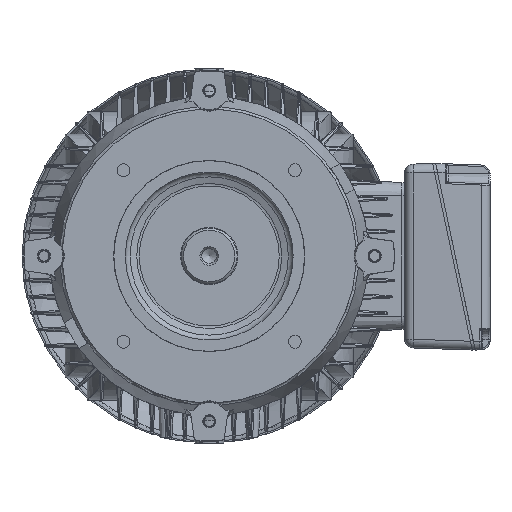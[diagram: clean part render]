
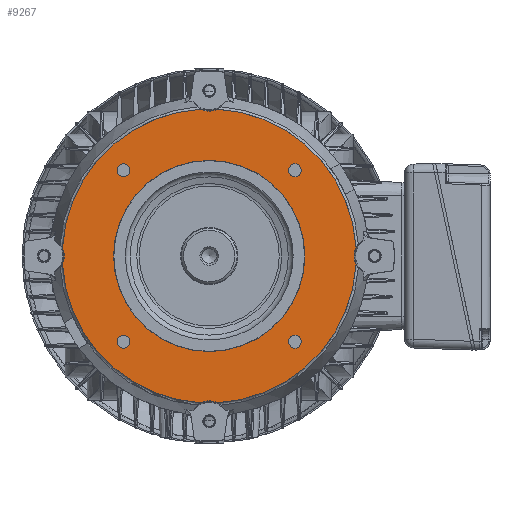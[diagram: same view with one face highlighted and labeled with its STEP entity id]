
A CAD part, left-side view. The second image highlights one B-rep face of the part: STEP entity #9267.
In plain terms, the highlighted planar face has unit normal (-1, 0, 0).
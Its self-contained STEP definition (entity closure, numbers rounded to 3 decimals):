
#9267 = ADVANCED_FACE( '', ( #20225, #20226, #20227, #20228, #20229, #20230 ), #20231, .T. );
#20225 = FACE_BOUND( '', #98342, .T. );
#20226 = FACE_BOUND( '', #98343, .T. );
#20227 = FACE_BOUND( '', #98344, .T. );
#20228 = FACE_BOUND( '', #98345, .T. );
#20229 = FACE_BOUND( '', #98346, .T. );
#20230 = FACE_OUTER_BOUND( '', #98347, .T. );
#20231 = PLANE( '', #98348 );
#98342 = EDGE_LOOP( '', ( #156497 ) );
#98343 = EDGE_LOOP( '', ( #156498 ) );
#98344 = EDGE_LOOP( '', ( #156499 ) );
#98345 = EDGE_LOOP( '', ( #156500 ) );
#98346 = EDGE_LOOP( '', ( #156501 ) );
#98347 = EDGE_LOOP( '', ( #156502, #156503, #156504, #156505, #156506, #156507, #156508, #156509 ) );
#98348 = AXIS2_PLACEMENT_3D( '', #156510, #156511, #156512 );
#156497 = ORIENTED_EDGE( '', *, *, #178234, .T. );
#156498 = ORIENTED_EDGE( '', *, *, #178978, .T. );
#156499 = ORIENTED_EDGE( '', *, *, #174679, .T. );
#156500 = ORIENTED_EDGE( '', *, *, #174492, .T. );
#156501 = ORIENTED_EDGE( '', *, *, #177539, .F. );
#156502 = ORIENTED_EDGE( '', *, *, #176703, .T. );
#156503 = ORIENTED_EDGE( '', *, *, #176974, .T. );
#156504 = ORIENTED_EDGE( '', *, *, #176955, .T. );
#156505 = ORIENTED_EDGE( '', *, *, #169428, .T. );
#156506 = ORIENTED_EDGE( '', *, *, #174125, .T. );
#156507 = ORIENTED_EDGE( '', *, *, #169200, .T. );
#156508 = ORIENTED_EDGE( '', *, *, #178979, .T. );
#156509 = ORIENTED_EDGE( '', *, *, #175385, .T. );
#156510 = CARTESIAN_POINT( '', ( -178.05, 65., 0. ) );
#156511 = DIRECTION( '', ( -1., 0., 0. ) );
#156512 = DIRECTION( '', ( 0., -1., 0. ) );
#169200 = EDGE_CURVE( '', #183864, #183861, #183865, .T. );
#169428 = EDGE_CURVE( '', #184265, #184262, #184266, .T. );
#174125 = EDGE_CURVE( '', #184262, #183864, #191823, .F. );
#174492 = EDGE_CURVE( '', #192355, #192355, #192356, .F. );
#174679 = EDGE_CURVE( '', #192626, #192626, #192627, .F. );
#175385 = EDGE_CURVE( '', #193642, #193639, #193643, .T. );
#176703 = EDGE_CURVE( '', #193639, #195453, #195454, .F. );
#176955 = EDGE_CURVE( '', #195799, #184265, #195800, .F. );
#176974 = EDGE_CURVE( '', #195453, #195799, #195825, .T. );
#177539 = EDGE_CURVE( '', #196567, #196567, #196568, .T. );
#178234 = EDGE_CURVE( '', #197462, #197462, #197463, .F. );
#178978 = EDGE_CURVE( '', #198369, #198369, #198370, .F. );
#178979 = EDGE_CURVE( '', #183861, #193642, #198371, .F. );
#183861 = VERTEX_POINT( '', #211107 );
#183864 = VERTEX_POINT( '', #211113 );
#183865 = CIRCLE( '', #211114, 100.05 );
#184262 = VERTEX_POINT( '', #213007 );
#184265 = VERTEX_POINT( '', #213013 );
#184266 = CIRCLE( '', #213014, 100.05 );
#191823 = CIRCLE( '', #247480, 13.948 );
#192355 = VERTEX_POINT( '', #250169 );
#192356 = CIRCLE( '', #250170, 4.341 );
#192626 = VERTEX_POINT( '', #251320 );
#192627 = CIRCLE( '', #251321, 4.341 );
#193639 = VERTEX_POINT( '', #255893 );
#193642 = VERTEX_POINT( '', #255899 );
#193643 = CIRCLE( '', #255900, 100.05 );
#195453 = VERTEX_POINT( '', #264136 );
#195454 = CIRCLE( '', #264137, 13.948 );
#195799 = VERTEX_POINT( '', #265804 );
#195800 = CIRCLE( '', #265805, 13.948 );
#195825 = CIRCLE( '', #265876, 100.05 );
#196567 = VERTEX_POINT( '', #270054 );
#196568 = CIRCLE( '', #270055, 65.05 );
#197462 = VERTEX_POINT( '', #274857 );
#197463 = CIRCLE( '', #274858, 4.341 );
#198369 = VERTEX_POINT( '', #279206 );
#198370 = CIRCLE( '', #279207, 4.341 );
#198371 = CIRCLE( '', #279208, 13.948 );
#211107 = CARTESIAN_POINT( '', ( -178.05, -99.874, -5.928 ) );
#211113 = CARTESIAN_POINT( '', ( -178.05, -5.928, -99.874 ) );
#211114 = AXIS2_PLACEMENT_3D( '', #291574, #291575, #291576 );
#213007 = CARTESIAN_POINT( '', ( -178.05, 5.928, -99.874 ) );
#213013 = CARTESIAN_POINT( '', ( -178.05, 99.874, -5.928 ) );
#213014 = AXIS2_PLACEMENT_3D( '', #291832, #291833, #291834 );
#247480 = AXIS2_PLACEMENT_3D( '', #297205, #297206, #297207 );
#250169 = CARTESIAN_POINT( '', ( -178.05, 53.995, -58.336 ) );
#250170 = AXIS2_PLACEMENT_3D( '', #297628, #297629, #297630 );
#251320 = CARTESIAN_POINT( '', ( -178.05, 53.995, 58.336 ) );
#251321 = AXIS2_PLACEMENT_3D( '', #297820, #297821, #297822 );
#255893 = CARTESIAN_POINT( '', ( -178.05, -5.928, 99.874 ) );
#255899 = CARTESIAN_POINT( '', ( -178.05, -99.874, 5.928 ) );
#255900 = AXIS2_PLACEMENT_3D( '', #298546, #298547, #298548 );
#264136 = CARTESIAN_POINT( '', ( -178.05, 5.928, 99.874 ) );
#264137 = AXIS2_PLACEMENT_3D( '', #300042, #300043, #300044 );
#265804 = CARTESIAN_POINT( '', ( -178.05, 99.874, 5.928 ) );
#265805 = AXIS2_PLACEMENT_3D( '', #300330, #300331, #300332 );
#265876 = AXIS2_PLACEMENT_3D( '', #300350, #300351, #300352 );
#270054 = CARTESIAN_POINT( '', ( -178.05, -65.05, 0. ) );
#270055 = AXIS2_PLACEMENT_3D( '', #300866, #300867, #300868 );
#274857 = CARTESIAN_POINT( '', ( -178.05, -62.677, -58.336 ) );
#274858 = AXIS2_PLACEMENT_3D( '', #301518, #301519, #301520 );
#279206 = CARTESIAN_POINT( '', ( -178.05, -62.677, 58.336 ) );
#279207 = AXIS2_PLACEMENT_3D( '', #302212, #302213, #302214 );
#279208 = AXIS2_PLACEMENT_3D( '', #302215, #302216, #302217 );
#291574 = CARTESIAN_POINT( '', ( -178.05, 0., 0. ) );
#291575 = DIRECTION( '', ( -1., 0., 0. ) );
#291576 = DIRECTION( '', ( 0., -1., 0. ) );
#291832 = CARTESIAN_POINT( '', ( -178.05, 0., 0. ) );
#291833 = DIRECTION( '', ( -1., 0., 0. ) );
#291834 = DIRECTION( '', ( 0., -1., 0. ) );
#297205 = CARTESIAN_POINT( '', ( -178.05, 0., -112.5 ) );
#297206 = DIRECTION( '', ( -1., 0., 0. ) );
#297207 = DIRECTION( '', ( 0., -1., 0. ) );
#297628 = CARTESIAN_POINT( '', ( -178.05, 58.336, -58.336 ) );
#297629 = DIRECTION( '', ( -1., 0., 0. ) );
#297630 = DIRECTION( '', ( 0., -1., 0. ) );
#297820 = CARTESIAN_POINT( '', ( -178.05, 58.336, 58.336 ) );
#297821 = DIRECTION( '', ( -1., 0., 0. ) );
#297822 = DIRECTION( '', ( 0., -1., 0. ) );
#298546 = CARTESIAN_POINT( '', ( -178.05, 0., 0. ) );
#298547 = DIRECTION( '', ( -1., 0., 0. ) );
#298548 = DIRECTION( '', ( 0., -1., 0. ) );
#300042 = CARTESIAN_POINT( '', ( -178.05, 0., 112.5 ) );
#300043 = DIRECTION( '', ( -1., 0., 0. ) );
#300044 = DIRECTION( '', ( 0., -1., 0. ) );
#300330 = CARTESIAN_POINT( '', ( -178.05, 112.5, 0. ) );
#300331 = DIRECTION( '', ( -1., 0., 0. ) );
#300332 = DIRECTION( '', ( 0., -1., 0. ) );
#300350 = CARTESIAN_POINT( '', ( -178.05, 0., 0. ) );
#300351 = DIRECTION( '', ( -1., 0., 0. ) );
#300352 = DIRECTION( '', ( 0., -1., 0. ) );
#300866 = CARTESIAN_POINT( '', ( -178.05, 0., 0. ) );
#300867 = DIRECTION( '', ( -1., 0., 0. ) );
#300868 = DIRECTION( '', ( 0., -1., 0. ) );
#301518 = CARTESIAN_POINT( '', ( -178.05, -58.336, -58.336 ) );
#301519 = DIRECTION( '', ( -1., 0., 0. ) );
#301520 = DIRECTION( '', ( 0., -1., 0. ) );
#302212 = CARTESIAN_POINT( '', ( -178.05, -58.336, 58.336 ) );
#302213 = DIRECTION( '', ( -1., 0., 0. ) );
#302214 = DIRECTION( '', ( 0., -1., 0. ) );
#302215 = CARTESIAN_POINT( '', ( -178.05, -112.5, 0. ) );
#302216 = DIRECTION( '', ( -1., 0., 0. ) );
#302217 = DIRECTION( '', ( 0., -1., 0. ) );
